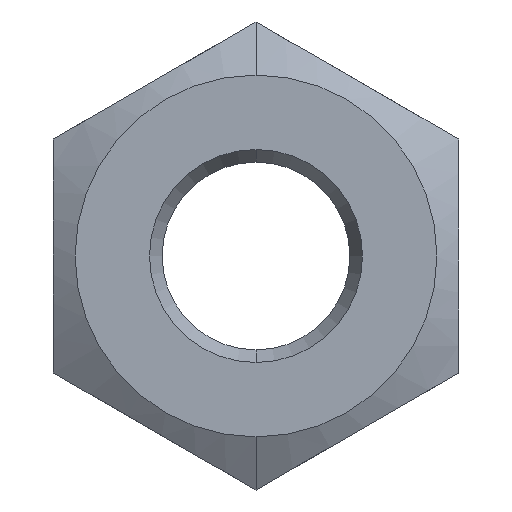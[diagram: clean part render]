
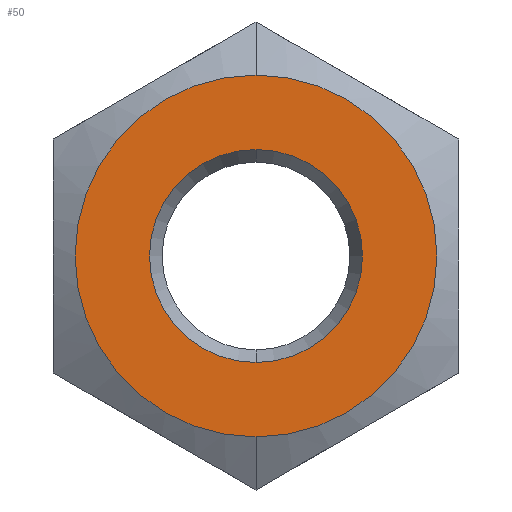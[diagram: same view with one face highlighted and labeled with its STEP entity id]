
A CAD part, front view. The second image highlights one B-rep face of the part: STEP entity #50.
In plain terms, the highlighted planar face has unit normal (0, -1, 0).
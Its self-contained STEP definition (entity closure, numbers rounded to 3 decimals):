
#17 = AXIS2_PLACEMENT_3D ( 'NONE', #249, #607, #300 ) ;
#25 = VERTEX_POINT ( 'NONE', #319 ) ;
#50 = ADVANCED_FACE ( 'NONE', ( #611, #471 ), #175, .F. ) ;
#89 = AXIS2_PLACEMENT_3D ( 'NONE', #242, #601, #293 ) ;
#107 = CARTESIAN_POINT ( 'NONE',  ( 0., 0., -3.125 ) ) ;
#112 = CARTESIAN_POINT ( 'NONE',  ( 0., 0., 0. ) ) ;
#114 = CARTESIAN_POINT ( 'NONE',  ( 0., 0., -1.84 ) ) ;
#116 = CIRCLE ( 'NONE', #17, 3.125 ) ;
#127 = DIRECTION ( 'NONE',  ( 0., 1., 0. ) ) ;
#165 = EDGE_CURVE ( 'NONE', #504, #234, #116, .T. ) ;
#175 = PLANE ( 'NONE',  #224 ) ;
#223 = CIRCLE ( 'NONE', #89, 1.84 ) ;
#224 = AXIS2_PLACEMENT_3D ( 'NONE', #578, #427, #474 ) ;
#234 = VERTEX_POINT ( 'NONE', #107 ) ;
#235 = EDGE_LOOP ( 'NONE', ( #277, #470 ) ) ;
#242 = CARTESIAN_POINT ( 'NONE',  ( 0., 0., 0. ) ) ;
#244 = DIRECTION ( 'NONE',  ( 0., 1., 0. ) ) ;
#249 = CARTESIAN_POINT ( 'NONE',  ( 0., 0., 0. ) ) ;
#277 = ORIENTED_EDGE ( 'NONE', *, *, #165, .F. ) ;
#280 = EDGE_LOOP ( 'NONE', ( #574, #408 ) ) ;
#290 = CARTESIAN_POINT ( 'NONE',  ( 0., 0., 3.125 ) ) ;
#293 = DIRECTION ( 'NONE',  ( 0., 0., 1. ) ) ;
#300 = DIRECTION ( 'NONE',  ( 0., 0., 1. ) ) ;
#310 = CIRCLE ( 'NONE', #390, 1.84 ) ;
#319 = CARTESIAN_POINT ( 'NONE',  ( 0., 0., 1.84 ) ) ;
#364 = VERTEX_POINT ( 'NONE', #114 ) ;
#390 = AXIS2_PLACEMENT_3D ( 'NONE', #112, #127, #477 ) ;
#408 = ORIENTED_EDGE ( 'NONE', *, *, #626, .T. ) ;
#427 = DIRECTION ( 'NONE',  ( 0., 1., 0. ) ) ;
#436 = AXIS2_PLACEMENT_3D ( 'NONE', #554, #244, #603 ) ;
#470 = ORIENTED_EDGE ( 'NONE', *, *, #564, .F. ) ;
#471 = FACE_OUTER_BOUND ( 'NONE', #235, .T. ) ;
#474 = DIRECTION ( 'NONE',  ( 0., 0., 1. ) ) ;
#477 = DIRECTION ( 'NONE',  ( 0., 0., 1. ) ) ;
#504 = VERTEX_POINT ( 'NONE', #290 ) ;
#527 = EDGE_CURVE ( 'NONE', #364, #25, #223, .T. ) ;
#554 = CARTESIAN_POINT ( 'NONE',  ( 0., 0., 0. ) ) ;
#564 = EDGE_CURVE ( 'NONE', #234, #504, #623, .T. ) ;
#574 = ORIENTED_EDGE ( 'NONE', *, *, #527, .T. ) ;
#578 = CARTESIAN_POINT ( 'NONE',  ( 0., 0., 0. ) ) ;
#601 = DIRECTION ( 'NONE',  ( 0., 1., 0. ) ) ;
#603 = DIRECTION ( 'NONE',  ( 0., 0., 1. ) ) ;
#607 = DIRECTION ( 'NONE',  ( 0., 1., 0. ) ) ;
#611 = FACE_BOUND ( 'NONE', #280, .T. ) ;
#623 = CIRCLE ( 'NONE', #436, 3.125 ) ;
#626 = EDGE_CURVE ( 'NONE', #25, #364, #310, .T. ) ;
